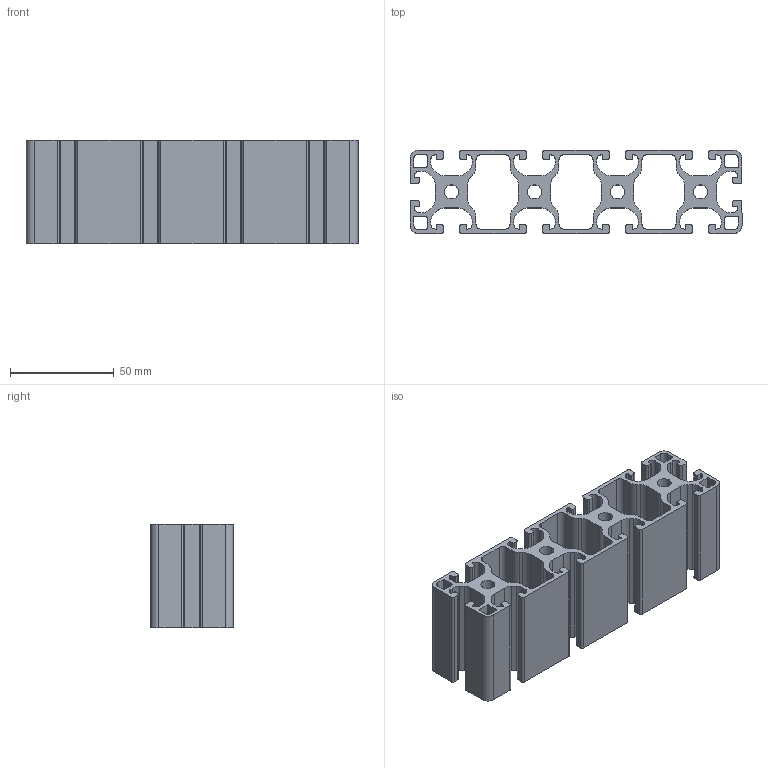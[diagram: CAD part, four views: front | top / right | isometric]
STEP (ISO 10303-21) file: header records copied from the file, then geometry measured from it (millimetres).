
FILE_DESCRIPTION (( 'STEP AP214' ), '1' );
FILE_NAME ('BASE08E0198-Profilé 8 160x40 léger.step', '2023-03-24T09:43:27', ( 'Altae' ), ( '' ), 'SwSTEP 2.0', 'SolidWorks 2021', '' );
FILE_SCHEMA (( 'AUTOMOTIVE_DESIGN' ));
Length unit declared in the file: millimetre
Products named in the file (1): BASE08E0198-Profilé 8 160x40 léger
Bounding box: 160 x 40 x 50 mm (x, y, z)
Volume: 106276 mm3; surface area: 72727.1 mm2
Topology: 1 solids, 1 shells, 402 faces, 1200 edges, 800 vertices
Faces by surface type: cylinder 204, plane 198
Entity records: 13710 total; most frequent: DIRECTION 2414, CARTESIAN_POINT 2403, ORIENTED_EDGE 2400, EDGE_CURVE 1200, AXIS2_PLACEMENT_3D 811, VERTEX_POINT 800, LINE 792, VECTOR 792
